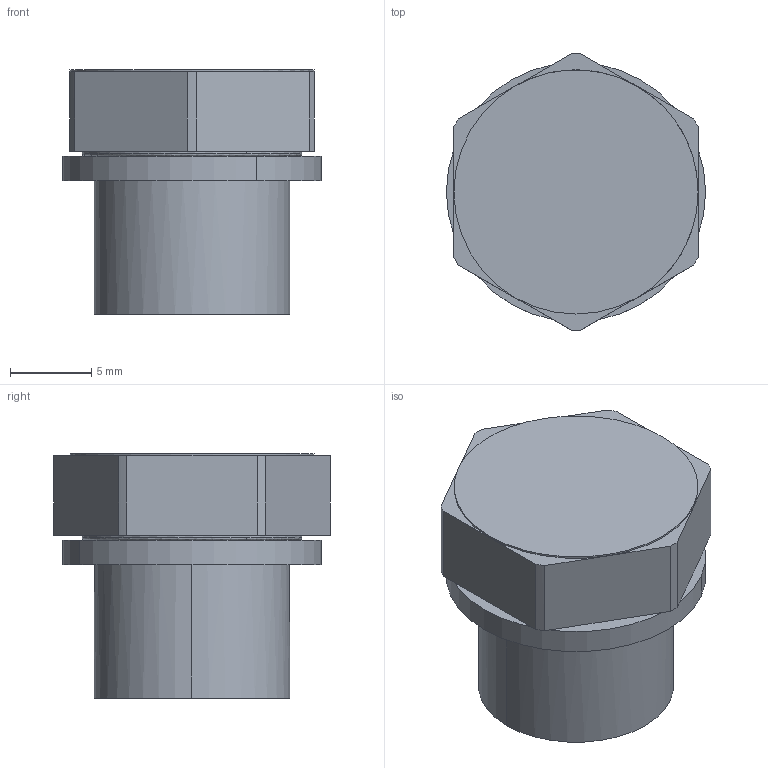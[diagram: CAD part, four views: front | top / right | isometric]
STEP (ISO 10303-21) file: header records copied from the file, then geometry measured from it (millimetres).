
FILE_DESCRIPTION(('CATIA V5 STEP Exchange','CAx-IF Rec.Pracs.--- Model Styling and Organization---1.4--- 2014-01-23'),'2;1');
FILE_NAME ('041136-2_1', '2019-11-21T08:04:29+00:00', ('none'), ('Weidmueller'), 'CATIA Version 5-6 Release 2016 SP3 HF44', 'CATIA V5 STEP AP214', 'none');
FILE_SCHEMA(('AUTOMOTIVE_DESIGN { 1 0 10303 214 1 1 1 1 }'));
Length unit declared in the file: millimetre
Products named in the file (1): 2066710000_VP_M12_EX_SI_7J
Bounding box: 15.92 x 17 x 15 mm (x, y, z)
Volume: 1776.4 mm3; surface area: 1494.5 mm2
Topology: 1 solids, 1 shells, 44 faces, 102 edges, 64 vertices
Faces by surface type: plane 20, cylinder 20, bspline 4
Entity records: 1622 total; most frequent: CARTESIAN_POINT 698, ORIENTED_EDGE 204, DIRECTION 146, EDGE_CURVE 102, AXIS2_PLACEMENT_3D 67, VERTEX_POINT 64, EDGE_LOOP 50, VECTOR 44
